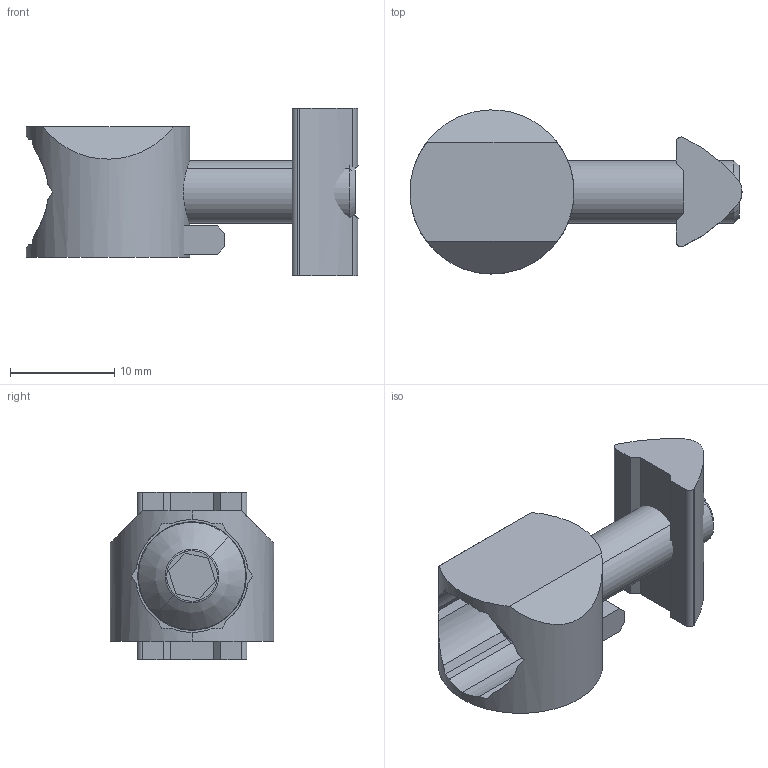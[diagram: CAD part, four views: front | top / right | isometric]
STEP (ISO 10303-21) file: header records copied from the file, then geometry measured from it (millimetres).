
FILE_DESCRIPTION(('FreeCAD Model'),'2;1');
FILE_NAME('Open CASCADE Shape Model','2024-03-18T17:45:48',(''),(''), 'Open CASCADE STEP processor 7.6','FreeCAD','Unknown');
FILE_SCHEMA(('AUTOMOTIVE_DESIGN { 1 0 10303 214 1 1 1 1 }'));
Length unit declared in the file: millimetre
Products named in the file (4): STI6-FU30; SOLID; SOLID001; SOLID002
Assembly tree (3 placements, depth 2):
  STI6-FU30
    SOLID
    SOLID001
    SOLID002
Bounding box: 31.79 x 15.7 x 16 mm (x, y, z)
Volume: 2691.7 mm3; surface area: 2586.6 mm2
Topology: 3 solids, 3 shells, 78 faces, 205 edges, 132 vertices
Faces by surface type: plane 42, cylinder 24, torus 6, cone 4, revolution 2
Entity records: 6620 total; most frequent: CARTESIAN_POINT 2507, DIRECTION 749, LINE 413, VECTOR 413, ORIENTED_EDGE 410, PCURVE 410, DEFINITIONAL_REPRESENTATION 410, EDGE_CURVE 205
